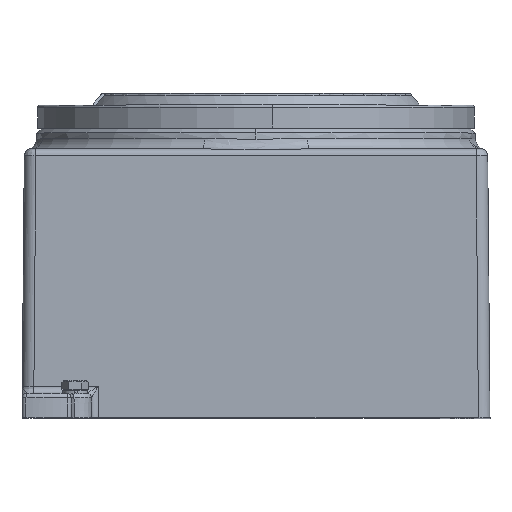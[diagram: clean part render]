
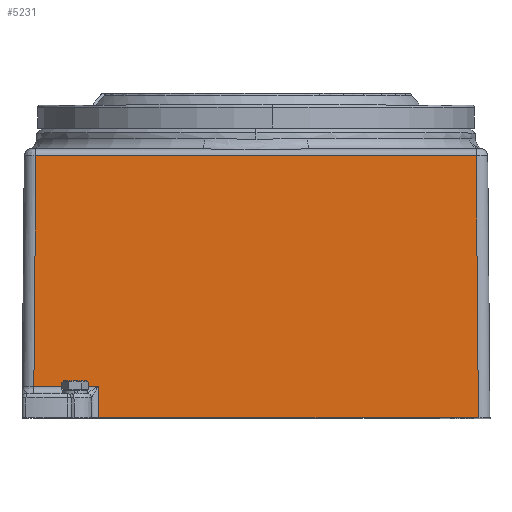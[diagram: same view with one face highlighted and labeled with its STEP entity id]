
A CAD part, top view. The second image highlights one B-rep face of the part: STEP entity #5231.
In plain terms, the highlighted planar face has unit normal (0, 0.009, 1).
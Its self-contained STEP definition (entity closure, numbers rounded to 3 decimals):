
#548=DIRECTION('',(1.,0.,0.));
#549=VECTOR('',#548,190.052);
#550=CARTESIAN_POINT('',(-95.026,-13.974,100.026));
#551=LINE('',#550,#549);
#756=CARTESIAN_POINT('',(-95.895,-113.526,100.895));
#768=DIRECTION('',(-0.009,1.,-0.009));
#769=VECTOR('',#768,113.035);
#770=CARTESIAN_POINT('',(96.013,-127.,101.012));
#771=LINE('',#770,#769);
#772=DIRECTION('',(1.,0.,0.));
#773=VECTOR('',#772,164.025);
#774=CARTESIAN_POINT('',(-68.012,-127.,101.012));
#775=LINE('',#774,#773);
#776=DIRECTION('',(0.009,-1.,0.009));
#777=VECTOR('',#776,13.475);
#778=CARTESIAN_POINT('',(-68.13,-113.526,100.895));
#779=LINE('',#778,#777);
#780=DIRECTION('',(-0.009,-1.,0.009));
#781=VECTOR('',#780,99.56);
#782=CARTESIAN_POINT('',(-95.026,-13.974,100.026));
#783=LINE('',#782,#781);
#784=CARTESIAN_POINT('',(96.013,-127.,101.012));
#802=CARTESIAN_POINT('',(95.026,-13.974,100.026));
#1794=DIRECTION('',(-1.,0.,0.));
#1795=VECTOR('',#1794,27.765);
#1796=CARTESIAN_POINT('',(-68.13,-113.526,
100.895));
#1797=LINE('',#1796,#1795);
#3929=VERTEX_POINT('',#784);
#3958=VERTEX_POINT('',#802);
#3983=CARTESIAN_POINT('',(-68.012,-127.,101.012));
#3984=VERTEX_POINT('',#3983);
#4001=VERTEX_POINT('',#756);
#4125=CARTESIAN_POINT('',(-68.13,-113.526,
100.895));
#4126=VERTEX_POINT('',#4125);
#4147=CARTESIAN_POINT('',(-95.026,-13.974,
100.026));
#4148=VERTEX_POINT('',#4147);
#5214=CARTESIAN_POINT('',(-100.,-11.,100.));
#5215=DIRECTION('',(0.,0.009,1.));
#5216=DIRECTION('',(0.,-1.,0.009));
#5217=AXIS2_PLACEMENT_3D('',#5214,#5215,#5216);
#5218=PLANE('',#5217);
#5220=ORIENTED_EDGE('',*,*,#5219,.F.);
#5222=ORIENTED_EDGE('',*,*,#5221,.F.);
#5224=ORIENTED_EDGE('',*,*,#5223,.F.);
#5226=ORIENTED_EDGE('',*,*,#5225,.T.);
#5227=ORIENTED_EDGE('',*,*,#5109,.F.);
#5228=ORIENTED_EDGE('',*,*,#4625,.T.);
#5229=EDGE_LOOP('',(#5220,#5222,#5224,#5226,#5227,#5228));
#5230=FACE_OUTER_BOUND('',#5229,.F.);
#5231=ADVANCED_FACE('',(#5230),#5218,.T.);
#4625=EDGE_CURVE('',#4148,#3958,#551,.T.);
#5109=EDGE_CURVE('',#4148,#4001,#783,.T.);
#5219=EDGE_CURVE('',#3929,#3958,#771,.T.);
#5221=EDGE_CURVE('',#3984,#3929,#775,.T.);
#5223=EDGE_CURVE('',#4126,#3984,#779,.T.);
#5225=EDGE_CURVE('',#4126,#4001,#1797,.T.);
